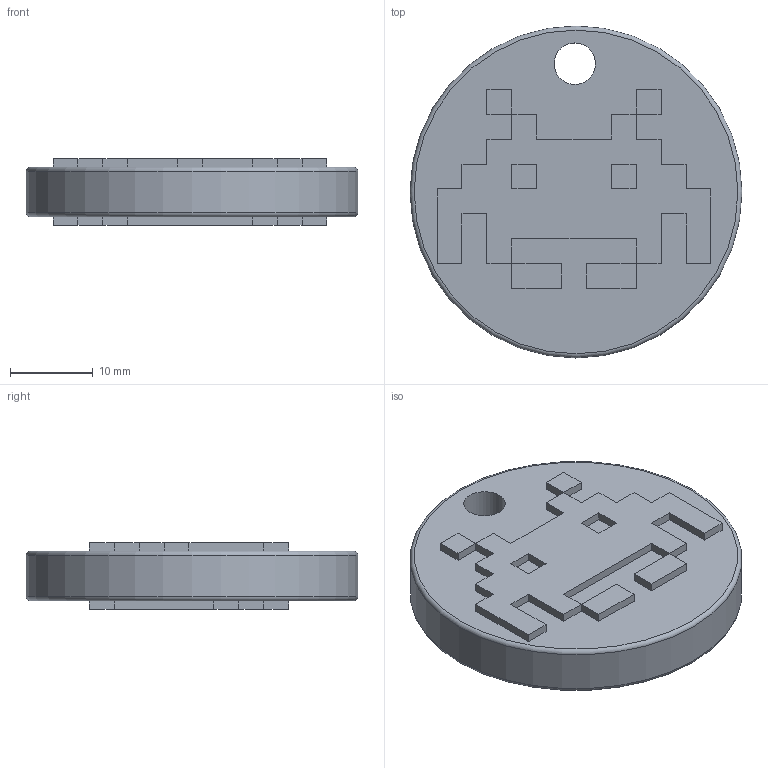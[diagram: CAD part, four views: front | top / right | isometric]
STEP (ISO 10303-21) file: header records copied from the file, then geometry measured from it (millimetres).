
FILE_DESCRIPTION(('FreeCAD Model'),'2;1');
FILE_NAME('space_invaders.step', '2015-06-03T19:52:52',('Author'),(''), 'Open CASCADE STEP processor 6.8','FreeCAD','Unknown');
FILE_SCHEMA(('AUTOMOTIVE_DESIGN_CC2 { 1 2 10303 214 -1 1 5 4 }'));
Length unit declared in the file: millimetre
Products named in the file (3): Invader_front; Invader_back; Fillet
Bounding box: 40 x 40 x 8 mm (x, y, z)
Volume: 8254.6 mm3; surface area: 7120.1 mm2
Topology: 11 solids, 11 shells, 264 faces, 674 edges, 438 vertices
Faces by surface type: plane 260, cylinder 2, torus 2
Full cylindrical faces by diameter (mm): 5 x1, 40 x1
Entity records: 16480 total; most frequent: CARTESIAN_POINT 2965, DIRECTION 2330, LINE 1782, VECTOR 1782, ORIENTED_EDGE 1364, PCURVE 1348, DEFINITIONAL_REPRESENTATION 1348, EDGE_CURVE 674
